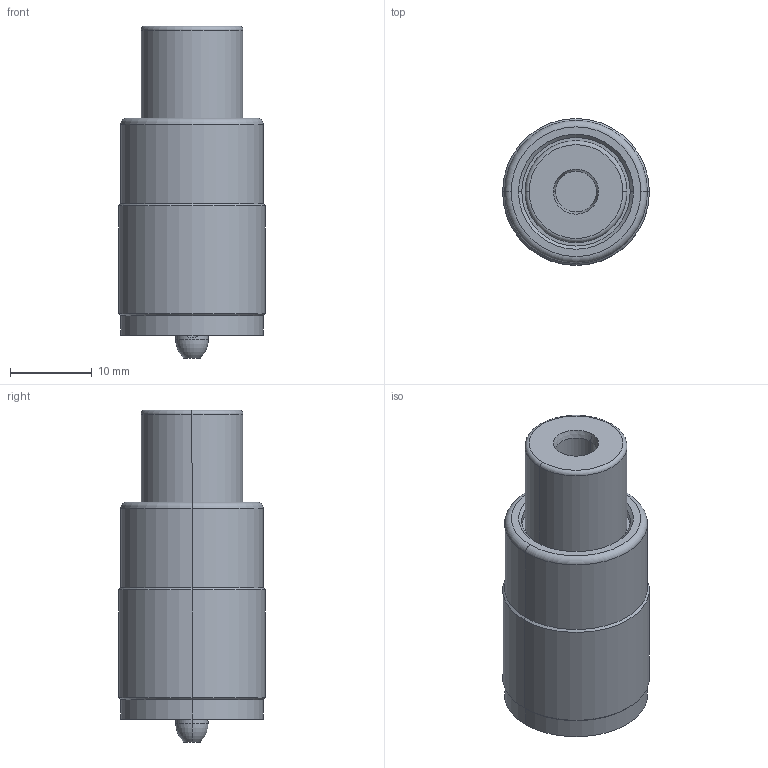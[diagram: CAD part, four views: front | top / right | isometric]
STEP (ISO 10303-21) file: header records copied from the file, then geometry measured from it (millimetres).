
FILE_DESCRIPTION (( 'STEP AP214' ), '1' );
FILE_NAME ('J01040A0604.STEP', '2018-11-16T09:51:17', ( '' ), ( '' ), 'SwSTEP 2.0', 'SolidWorks 2017', '' );
FILE_SCHEMA (( 'AUTOMOTIVE_DESIGN' ));
Length unit declared in the file: millimetre
Products named in the file (1): J01040A0604
Bounding box: 18 x 18 x 40.7 mm (x, y, z)
Volume: 7239.7 mm3; surface area: 2797.1 mm2
Topology: 1 solids, 1 shells, 49 faces, 98 edges, 56 vertices
Faces by surface type: cylinder 24, cone 10, torus 8, plane 7
Entity records: 1910 total; most frequent: CARTESIAN_POINT 310, DIRECTION 254, ORIENTED_EDGE 196, AXIS2_PLACEMENT_3D 110, EDGE_CURVE 98, CIRCLE 60, EDGE_LOOP 56, VERTEX_POINT 56
